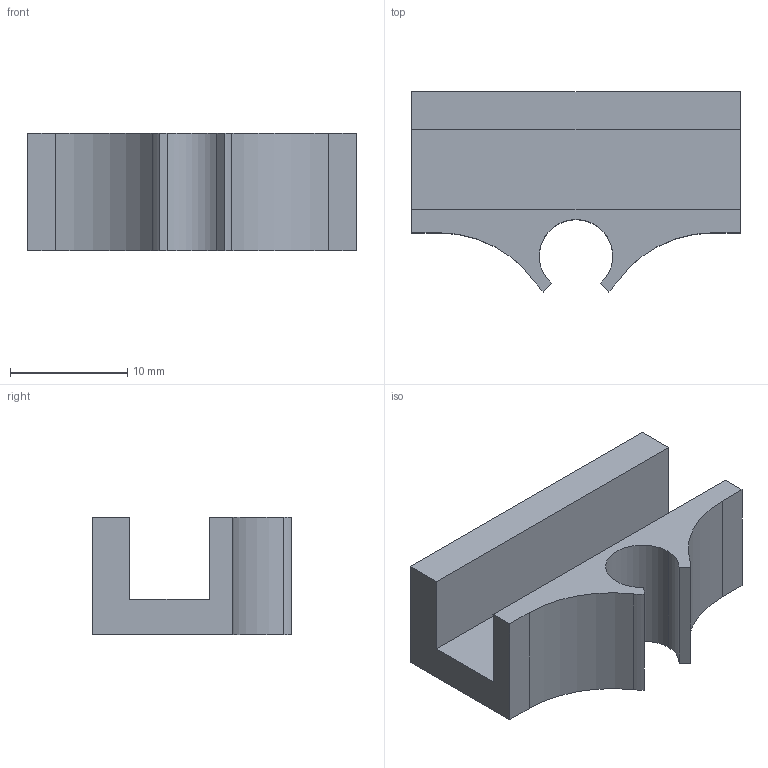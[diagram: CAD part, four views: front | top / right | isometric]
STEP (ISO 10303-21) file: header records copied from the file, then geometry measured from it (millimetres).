
FILE_DESCRIPTION (( 'STEP AP203' ), '1' );
FILE_NAME ('endstops.STEP', '2013-06-24T14:47:06', ( 'LVG' ), ( 'MouseComputer PC' ), 'SwSTEP 2.0', 'SolidWorks 2013', '' );
FILE_SCHEMA (( 'CONFIG_CONTROL_DESIGN' ));
Length unit declared in the file: millimetre
Products named in the file (1): endstops
Bounding box: 28 x 17.03 x 10 mm (x, y, z)
Volume: 2259.4 mm3; surface area: 1964.2 mm2
Topology: 1 solids, 1 shells, 20 faces, 54 edges, 36 vertices
Faces by surface type: plane 13, cylinder 7
Entity records: 709 total; most frequent: CARTESIAN_POINT 111, DIRECTION 110, ORIENTED_EDGE 108, EDGE_CURVE 54, LINE 40, VECTOR 40, VERTEX_POINT 36, AXIS2_PLACEMENT_3D 35
